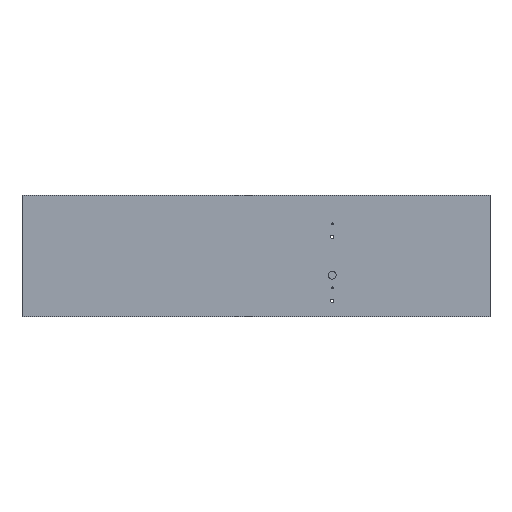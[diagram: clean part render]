
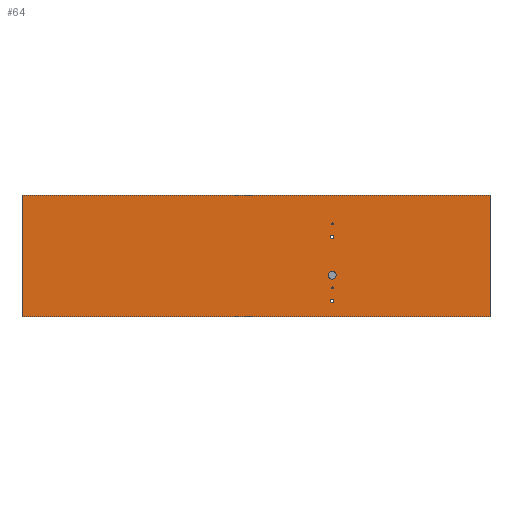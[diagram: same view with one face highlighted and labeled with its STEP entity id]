
A CAD part, top view. The second image highlights one B-rep face of the part: STEP entity #64.
In plain terms, the highlighted planar face has unit normal (0, 0, 1).
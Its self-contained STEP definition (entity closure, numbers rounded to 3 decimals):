
#64=ADVANCED_FACE('',(#152,#153,#154,#155,#156,#157),#158,.T.);
#152=FACE_BOUND('',#273,.T.);
#153=FACE_BOUND('',#274,.T.);
#154=FACE_BOUND('',#275,.T.);
#155=FACE_BOUND('',#276,.T.);
#156=FACE_BOUND('',#277,.T.);
#157=FACE_OUTER_BOUND('',#278,.T.);
#158=PLANE('',#279);
#273=EDGE_LOOP('',(#412));
#274=EDGE_LOOP('',(#413));
#275=EDGE_LOOP('',(#414));
#276=EDGE_LOOP('',(#415));
#277=EDGE_LOOP('',(#416));
#278=EDGE_LOOP('',(#417,#418,#419,#420));
#279=AXIS2_PLACEMENT_3D('',#421,#422,#423);
#412=ORIENTED_EDGE('',*,*,#575,.T.);
#413=ORIENTED_EDGE('',*,*,#576,.F.);
#414=ORIENTED_EDGE('',*,*,#577,.F.);
#415=ORIENTED_EDGE('',*,*,#578,.F.);
#416=ORIENTED_EDGE('',*,*,#579,.F.);
#417=ORIENTED_EDGE('',*,*,#556,.F.);
#418=ORIENTED_EDGE('',*,*,#570,.F.);
#419=ORIENTED_EDGE('',*,*,#580,.F.);
#420=ORIENTED_EDGE('',*,*,#573,.F.);
#421=CARTESIAN_POINT('',(97.5,18.0,766.5));
#422=DIRECTION('',(0.0,0.0,1.0));
#423=DIRECTION('',(-1.0,0.0,0.0));
#556=EDGE_CURVE('',#627,#628,#629,.T.);
#570=EDGE_CURVE('',#650,#627,#652,.T.);
#573=EDGE_CURVE('',#628,#654,#656,.T.);
#575=EDGE_CURVE('',#658,#658,#659,.T.);
#576=EDGE_CURVE('',#660,#660,#661,.T.);
#577=EDGE_CURVE('',#662,#662,#663,.T.);
#578=EDGE_CURVE('',#664,#664,#665,.T.);
#579=EDGE_CURVE('',#666,#666,#667,.T.);
#580=EDGE_CURVE('',#654,#650,#668,.T.);
#627=VERTEX_POINT('',#727);
#628=VERTEX_POINT('',#728);
#629=LINE('',#729,#730);
#650=VERTEX_POINT('',#757);
#652=LINE('',#760,#761);
#654=VERTEX_POINT('',#763);
#656=LINE('',#766,#767);
#658=VERTEX_POINT('',#769);
#659=CIRCLE('',#770,10.0);
#660=VERTEX_POINT('',#771);
#661=CIRCLE('',#772,4.0);
#662=VERTEX_POINT('',#773);
#663=CIRCLE('',#774,4.0);
#664=VERTEX_POINT('',#775);
#665=CIRCLE('',#776,2.5);
#666=VERTEX_POINT('',#777);
#667=CIRCLE('',#778,2.5);
#668=LINE('',#779,#780);
#727=CARTESIAN_POINT('',(682.5,170.0,766.5));
#728=CARTESIAN_POINT('',(682.5,-134.0,766.5));
#729=CARTESIAN_POINT('',(682.5,18.0,766.5));
#730=VECTOR('',#841,1.0);
#757=CARTESIAN_POINT('',(-487.5,170.0,766.5));
#760=CARTESIAN_POINT('',(97.5,170.0,766.5));
#761=VECTOR('',#861,1.0);
#763=CARTESIAN_POINT('',(-487.5,-134.0,766.5));
#766=CARTESIAN_POINT('',(97.5,-134.0,766.5));
#767=VECTOR('',#863,1.0);
#769=CARTESIAN_POINT('',(278.0,-30.0,766.5));
#770=AXIS2_PLACEMENT_3D('',#864,#865,#866);
#771=CARTESIAN_POINT('',(292.0,66.0,766.5));
#772=AXIS2_PLACEMENT_3D('',#867,#868,#869);
#773=CARTESIAN_POINT('',(292.0,-94.0,766.5));
#774=AXIS2_PLACEMENT_3D('',#870,#871,#872);
#775=CARTESIAN_POINT('',(290.5,98.0,766.5));
#776=AXIS2_PLACEMENT_3D('',#873,#874,#875);
#777=CARTESIAN_POINT('',(290.5,-62.0,766.5));
#778=AXIS2_PLACEMENT_3D('',#876,#877,#878);
#779=CARTESIAN_POINT('',(-487.5,18.0,766.5));
#780=VECTOR('',#879,1.0);
#841=DIRECTION('',(0.0,-1.0,0.0));
#861=DIRECTION('',(1.0,0.0,0.0));
#863=DIRECTION('',(-1.0,0.0,0.0));
#864=CARTESIAN_POINT('',(288.0,-30.0,766.5));
#865=DIRECTION('',(0.0,0.0,-1.0));
#866=DIRECTION('',(-1.0,0.0,0.0));
#867=CARTESIAN_POINT('',(288.0,66.0,766.5));
#868=DIRECTION('',(0.0,0.0,1.0));
#869=DIRECTION('',(1.0,0.0,0.0));
#870=CARTESIAN_POINT('',(288.0,-94.0,766.5));
#871=DIRECTION('',(0.0,0.0,1.0));
#872=DIRECTION('',(1.0,0.0,0.0));
#873=CARTESIAN_POINT('',(288.0,98.0,766.5));
#874=DIRECTION('',(0.0,0.0,1.0));
#875=DIRECTION('',(1.0,0.0,0.0));
#876=CARTESIAN_POINT('',(288.0,-62.0,766.5));
#877=DIRECTION('',(0.0,0.0,1.0));
#878=DIRECTION('',(1.0,0.0,0.0));
#879=DIRECTION('',(0.0,1.0,0.0));
